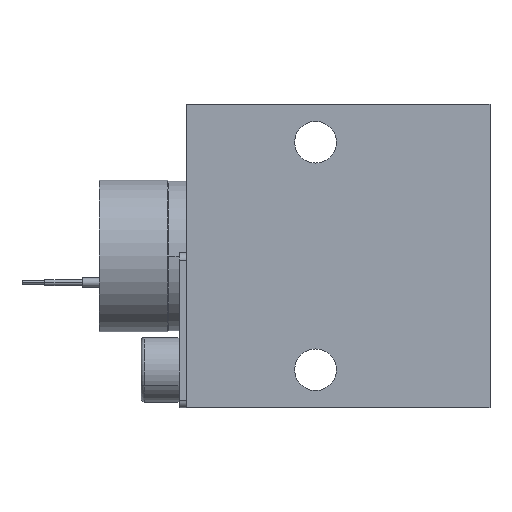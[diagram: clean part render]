
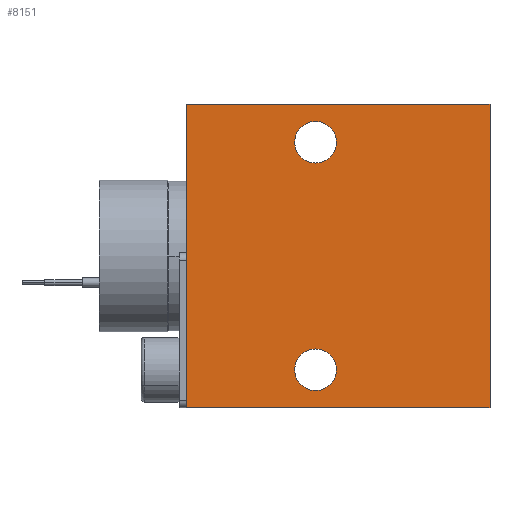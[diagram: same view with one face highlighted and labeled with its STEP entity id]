
A CAD part, left-side view. The second image highlights one B-rep face of the part: STEP entity #8151.
In plain terms, the highlighted planar face has unit normal (-1, 0, 0).
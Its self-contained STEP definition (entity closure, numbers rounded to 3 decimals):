
#35 = VECTOR ( 'NONE', #9227, 1000. ) ;
#179 = DIRECTION ( 'NONE',  ( 0., -1., 0. ) ) ;
#260 = CARTESIAN_POINT ( 'NONE',  ( -12.5, 20.25, -15. ) ) ;
#267 = LINE ( 'NONE', #9341, #35 ) ;
#422 = CARTESIAN_POINT ( 'NONE',  ( -12.5, 25.75, 15. ) ) ;
#456 = DIRECTION ( 'NONE',  ( 0., -1., 0. ) ) ;
#488 = VECTOR ( 'NONE', #2623, 1000. ) ;
#609 = AXIS2_PLACEMENT_3D ( 'NONE', #4204, #9298, #7183 ) ;
#1146 = DIRECTION ( 'NONE',  ( 1., 0., 0. ) ) ;
#1167 = DIRECTION ( 'NONE',  ( 1., 0., 0. ) ) ;
#1196 = CARTESIAN_POINT ( 'NONE',  ( -12.5, 40., -20. ) ) ;
#1304 = VECTOR ( 'NONE', #5489, 1000. ) ;
#1377 = CARTESIAN_POINT ( 'NONE',  ( -12.5, 20.25, 15. ) ) ;
#1689 = AXIS2_PLACEMENT_3D ( 'NONE', #5973, #8008, #4447 ) ;
#1755 = VERTEX_POINT ( 'NONE', #422 ) ;
#1765 = ORIENTED_EDGE ( 'NONE', *, *, #5268, .T. ) ;
#1845 = EDGE_CURVE ( 'NONE', #1755, #7411, #7815, .T. ) ;
#1939 = VECTOR ( 'NONE', #9312, 1000. ) ;
#2288 = FACE_BOUND ( 'NONE', #8396, .T. ) ;
#2346 = CARTESIAN_POINT ( 'NONE',  ( -12.5, 0., -20. ) ) ;
#2549 = VERTEX_POINT ( 'NONE', #4293 ) ;
#2623 = DIRECTION ( 'NONE',  ( 0., 1., 0. ) ) ;
#2905 = EDGE_CURVE ( 'NONE', #6249, #7484, #3317, .T. ) ;
#2969 = ORIENTED_EDGE ( 'NONE', *, *, #1845, .T. ) ;
#3226 = CIRCLE ( 'NONE', #609, 2.75 ) ;
#3242 = CARTESIAN_POINT ( 'NONE',  ( -12.5, 40., 20. ) ) ;
#3267 = LINE ( 'NONE', #8296, #1304 ) ;
#3317 = CIRCLE ( 'NONE', #4188, 2.75 ) ;
#4004 = LINE ( 'NONE', #5678, #1939 ) ;
#4084 = ORIENTED_EDGE ( 'NONE', *, *, #7875, .T. ) ;
#4188 = AXIS2_PLACEMENT_3D ( 'NONE', #6818, #8891, #179 ) ;
#4204 = CARTESIAN_POINT ( 'NONE',  ( -12.5, 23., 15. ) ) ;
#4238 = EDGE_CURVE ( 'NONE', #2549, #4283, #3267, .T. ) ;
#4283 = VERTEX_POINT ( 'NONE', #3242 ) ;
#4293 = CARTESIAN_POINT ( 'NONE',  ( -12.5, 0., 20. ) ) ;
#4447 = DIRECTION ( 'NONE',  ( 0., -1., 0. ) ) ;
#4524 = VERTEX_POINT ( 'NONE', #1196 ) ;
#4703 = CARTESIAN_POINT ( 'NONE',  ( -12.5, 0., 20. ) ) ;
#4956 = CIRCLE ( 'NONE', #1689, 2.75 ) ;
#5053 = FACE_OUTER_BOUND ( 'NONE', #6461, .T. ) ;
#5230 = AXIS2_PLACEMENT_3D ( 'NONE', #4703, #1167, #6169 ) ;
#5268 = EDGE_CURVE ( 'NONE', #7411, #1755, #3226, .T. ) ;
#5321 = CARTESIAN_POINT ( 'NONE',  ( -12.5, 25.75, -15. ) ) ;
#5489 = DIRECTION ( 'NONE',  ( 0., 1., 0. ) ) ;
#5557 = PLANE ( 'NONE',  #5230 ) ;
#5678 = CARTESIAN_POINT ( 'NONE',  ( -12.5, 40., 20. ) ) ;
#5935 = EDGE_LOOP ( 'NONE', ( #4084, #7197 ) ) ;
#5966 = AXIS2_PLACEMENT_3D ( 'NONE', #9119, #1146, #456 ) ;
#5973 = CARTESIAN_POINT ( 'NONE',  ( -12.5, 23., -15. ) ) ;
#6169 = DIRECTION ( 'NONE',  ( 0., 0., 1. ) ) ;
#6249 = VERTEX_POINT ( 'NONE', #5321 ) ;
#6461 = EDGE_LOOP ( 'NONE', ( #9378, #8078, #8152, #8944 ) ) ;
#6818 = CARTESIAN_POINT ( 'NONE',  ( -12.5, 23., -15. ) ) ;
#6996 = CARTESIAN_POINT ( 'NONE',  ( -12.5, 0., -20. ) ) ;
#7026 = VERTEX_POINT ( 'NONE', #2346 ) ;
#7183 = DIRECTION ( 'NONE',  ( 0., -1., 0. ) ) ;
#7197 = ORIENTED_EDGE ( 'NONE', *, *, #2905, .T. ) ;
#7411 = VERTEX_POINT ( 'NONE', #1377 ) ;
#7484 = VERTEX_POINT ( 'NONE', #260 ) ;
#7578 = EDGE_CURVE ( 'NONE', #7026, #4524, #9346, .T. ) ;
#7815 = CIRCLE ( 'NONE', #5966, 2.75 ) ;
#7875 = EDGE_CURVE ( 'NONE', #7484, #6249, #4956, .T. ) ;
#8008 = DIRECTION ( 'NONE',  ( 1., 0., 0. ) ) ;
#8078 = ORIENTED_EDGE ( 'NONE', *, *, #7578, .F. ) ;
#8120 = FACE_BOUND ( 'NONE', #5935, .T. ) ;
#8151 = ADVANCED_FACE ( 'NONE', ( #8120, #2288, #5053 ), #5557, .F. ) ;
#8152 = ORIENTED_EDGE ( 'NONE', *, *, #8335, .F. ) ;
#8296 = CARTESIAN_POINT ( 'NONE',  ( -12.5, 0., 20. ) ) ;
#8335 = EDGE_CURVE ( 'NONE', #2549, #7026, #267, .T. ) ;
#8350 = EDGE_CURVE ( 'NONE', #4283, #4524, #4004, .T. ) ;
#8396 = EDGE_LOOP ( 'NONE', ( #1765, #2969 ) ) ;
#8891 = DIRECTION ( 'NONE',  ( 1., 0., 0. ) ) ;
#8944 = ORIENTED_EDGE ( 'NONE', *, *, #4238, .T. ) ;
#9119 = CARTESIAN_POINT ( 'NONE',  ( -12.5, 23., 15. ) ) ;
#9227 = DIRECTION ( 'NONE',  ( 0., 0., -1. ) ) ;
#9298 = DIRECTION ( 'NONE',  ( 1., 0., 0. ) ) ;
#9312 = DIRECTION ( 'NONE',  ( 0., 0., -1. ) ) ;
#9341 = CARTESIAN_POINT ( 'NONE',  ( -12.5, 0., 20. ) ) ;
#9346 = LINE ( 'NONE', #6996, #488 ) ;
#9378 = ORIENTED_EDGE ( 'NONE', *, *, #8350, .T. ) ;
